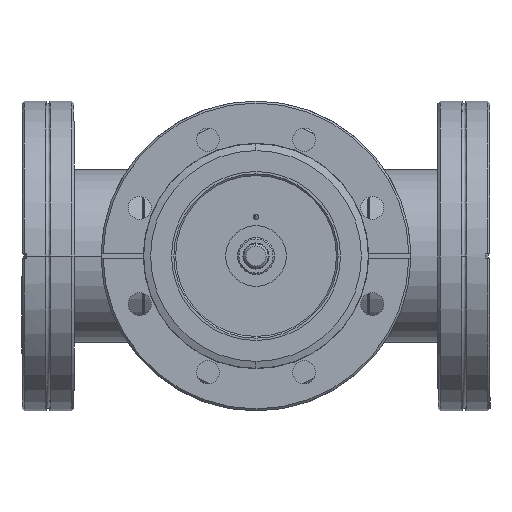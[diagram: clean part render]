
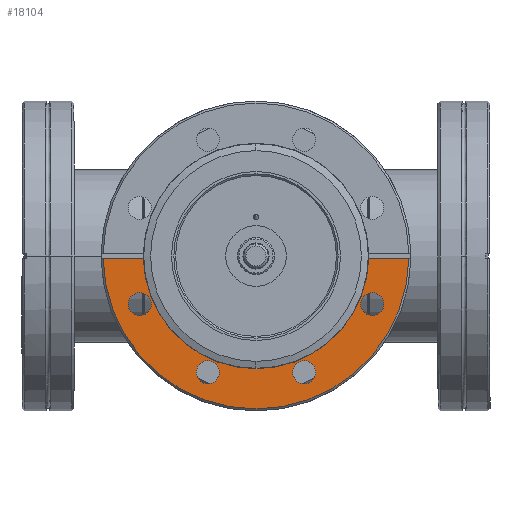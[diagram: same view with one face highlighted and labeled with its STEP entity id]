
A CAD part, front view. The second image highlights one B-rep face of the part: STEP entity #18104.
In plain terms, the highlighted planar face has unit normal (0, -1, 0).
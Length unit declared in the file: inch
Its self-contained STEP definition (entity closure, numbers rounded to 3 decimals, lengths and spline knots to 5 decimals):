
#30 = VERTEX_POINT ( 'NONE', #17863 ) ;
#341 = DIRECTION ( 'NONE',  ( 1., 0., 0. ) ) ;
#356 = AXIS2_PLACEMENT_3D ( 'NONE', #8420, #19015, #9964 ) ;
#390 = DIRECTION ( 'NONE',  ( 0., 1., 0. ) ) ;
#405 = CARTESIAN_POINT ( 'NONE',  ( -1.67592, -1.875, -0.69419 ) ) ;
#445 = PLANE ( 'NONE',  #9580 ) ;
#568 = EDGE_CURVE ( 'NONE', #30, #15254, #4585, .T. ) ;
#595 = AXIS2_PLACEMENT_3D ( 'NONE', #15089, #5971, #16627 ) ;
#829 = CARTESIAN_POINT ( 'NONE',  ( 0.86019, -1.875, -1.67592 ) ) ;
#1977 = DIRECTION ( 'NONE',  ( 1., 0., 0. ) ) ;
#2248 = DIRECTION ( 'NONE',  ( 0., 1., 0. ) ) ;
#2569 = AXIS2_PLACEMENT_3D ( 'NONE', #6267, #6212, #6198 ) ;
#2701 = VERTEX_POINT ( 'NONE', #11720 ) ;
#2720 = CIRCLE ( 'NONE', #17767, 0.166 ) ;
#3227 = EDGE_CURVE ( 'NONE', #3464, #11150, #4408, .T. ) ;
#3464 = VERTEX_POINT ( 'NONE', #13231 ) ;
#3553 = CARTESIAN_POINT ( 'NONE',  ( -0.52819, -1.875, -1.67592 ) ) ;
#3863 = ORIENTED_EDGE ( 'NONE', *, *, #568, .T. ) ;
#3883 = VECTOR ( 'NONE', #7497, 39.37008 ) ;
#4067 = CIRCLE ( 'NONE', #19384, 0.166 ) ;
#4408 = CIRCLE ( 'NONE', #12876, 0.166 ) ;
#4585 = CIRCLE ( 'NONE', #13039, 1.625 ) ;
#4589 = VERTEX_POINT ( 'NONE', #6717 ) ;
#4617 = EDGE_CURVE ( 'NONE', #6789, #4589, #8100, .T. ) ;
#4644 = CARTESIAN_POINT ( 'NONE',  ( 1.50992, -1.875, -0.69419 ) ) ;
#4816 = VECTOR ( 'NONE', #7063, 39.37008 ) ;
#4828 = EDGE_CURVE ( 'NONE', #11150, #3464, #2720, .T. ) ;
#4950 = CARTESIAN_POINT ( 'NONE',  ( 2.235, -1.875, 0. ) ) ;
#5391 = EDGE_CURVE ( 'NONE', #8259, #17040, #8540, .T. ) ;
#5565 = CARTESIAN_POINT ( 'NONE',  ( 2.235, -1.875, -0.03 ) ) ;
#5579 = VERTEX_POINT ( 'NONE', #11105 ) ;
#5971 = DIRECTION ( 'NONE',  ( 0., 1., 0. ) ) ;
#6198 = DIRECTION ( 'NONE',  ( -1., 0., 0. ) ) ;
#6212 = DIRECTION ( 'NONE',  ( 0., -1., 0. ) ) ;
#6267 = CARTESIAN_POINT ( 'NONE',  ( 0., -1.875, 0. ) ) ;
#6717 = CARTESIAN_POINT ( 'NONE',  ( 2.2048, -1.875, -0.03 ) ) ;
#6789 = VERTEX_POINT ( 'NONE', #13363 ) ;
#6790 = FACE_BOUND ( 'NONE', #16846, .T. ) ;
#6870 = DIRECTION ( 'NONE',  ( 1., 0., 0. ) ) ;
#6941 = DIRECTION ( 'NONE',  ( 0., 1., 0. ) ) ;
#6998 = CARTESIAN_POINT ( 'NONE',  ( 1.67592, -1.875, -0.69419 ) ) ;
#7063 = DIRECTION ( 'NONE',  ( -1., 0., 0. ) ) ;
#7303 = EDGE_CURVE ( 'NONE', #17040, #8259, #4067, .T. ) ;
#7497 = DIRECTION ( 'NONE',  ( -1., 0., 0. ) ) ;
#7681 = CARTESIAN_POINT ( 'NONE',  ( -1.50992, -1.875, -0.69419 ) ) ;
#7848 = LINE ( 'NONE', #18127, #3883 ) ;
#8100 = CIRCLE ( 'NONE', #2569, 2.205 ) ;
#8259 = VERTEX_POINT ( 'NONE', #16729 ) ;
#8420 = CARTESIAN_POINT ( 'NONE',  ( -0.69419, -1.875, -1.67592 ) ) ;
#8540 = CIRCLE ( 'NONE', #12902, 0.166 ) ;
#8769 = CIRCLE ( 'NONE', #16550, 0.166 ) ;
#9044 = CARTESIAN_POINT ( 'NONE',  ( 0.69419, -1.875, -1.67592 ) ) ;
#9580 = AXIS2_PLACEMENT_3D ( 'NONE', #4950, #11006, #1977 ) ;
#9676 = ORIENTED_EDGE ( 'NONE', *, *, #5391, .T. ) ;
#9747 = LINE ( 'NONE', #5565, #4816 ) ;
#9874 = FACE_BOUND ( 'NONE', #11271, .T. ) ;
#9964 = DIRECTION ( 'NONE',  ( 1., 0., 0. ) ) ;
#10010 = ORIENTED_EDGE ( 'NONE', *, *, #3227, .T. ) ;
#10159 = ORIENTED_EDGE ( 'NONE', *, *, #17266, .T. ) ;
#10354 = FACE_OUTER_BOUND ( 'NONE', #14745, .T. ) ;
#10529 = ORIENTED_EDGE ( 'NONE', *, *, #4617, .T. ) ;
#10564 = DIRECTION ( 'NONE',  ( 1., 0., 0. ) ) ;
#10619 = ORIENTED_EDGE ( 'NONE', *, *, #12375, .T. ) ;
#10820 = ORIENTED_EDGE ( 'NONE', *, *, #7303, .T. ) ;
#11006 = DIRECTION ( 'NONE',  ( 0., -1., 0. ) ) ;
#11105 = CARTESIAN_POINT ( 'NONE',  ( -0.86019, -1.875, -1.67592 ) ) ;
#11150 = VERTEX_POINT ( 'NONE', #7681 ) ;
#11244 = ORIENTED_EDGE ( 'NONE', *, *, #14102, .T. ) ;
#11257 = CARTESIAN_POINT ( 'NONE',  ( -0.69419, -1.875, -1.67592 ) ) ;
#11271 = EDGE_LOOP ( 'NONE', ( #10159, #14017 ) ) ;
#11410 = VERTEX_POINT ( 'NONE', #829 ) ;
#11684 = EDGE_LOOP ( 'NONE', ( #15532, #10010 ) ) ;
#11720 = CARTESIAN_POINT ( 'NONE',  ( 0.52819, -1.875, -1.67592 ) ) ;
#11971 = EDGE_LOOP ( 'NONE', ( #14354, #14215 ) ) ;
#12375 = EDGE_CURVE ( 'NONE', #15254, #6789, #7848, .T. ) ;
#12546 = CIRCLE ( 'NONE', #12756, 0.166 ) ;
#12629 = EDGE_CURVE ( 'NONE', #5579, #19389, #12546, .T. ) ;
#12756 = AXIS2_PLACEMENT_3D ( 'NONE', #11257, #2248, #12778 ) ;
#12778 = DIRECTION ( 'NONE',  ( 1., 0., 0. ) ) ;
#12876 = AXIS2_PLACEMENT_3D ( 'NONE', #18107, #18087, #18063 ) ;
#12902 = AXIS2_PLACEMENT_3D ( 'NONE', #13075, #13005, #13001 ) ;
#13001 = DIRECTION ( 'NONE',  ( 1., 0., 0. ) ) ;
#13005 = DIRECTION ( 'NONE',  ( 0., 1., 0. ) ) ;
#13039 = AXIS2_PLACEMENT_3D ( 'NONE', #18100, #18029, #18056 ) ;
#13075 = CARTESIAN_POINT ( 'NONE',  ( 1.67592, -1.875, -0.69419 ) ) ;
#13089 = EDGE_CURVE ( 'NONE', #11410, #2701, #8769, .T. ) ;
#13231 = CARTESIAN_POINT ( 'NONE',  ( -1.84192, -1.875, -0.69419 ) ) ;
#13363 = CARTESIAN_POINT ( 'NONE',  ( -2.2048, -1.875, -0.03 ) ) ;
#13921 = FACE_BOUND ( 'NONE', #11971, .T. ) ;
#14017 = ORIENTED_EDGE ( 'NONE', *, *, #12629, .T. ) ;
#14102 = EDGE_CURVE ( 'NONE', #4589, #30, #9747, .T. ) ;
#14215 = ORIENTED_EDGE ( 'NONE', *, *, #15503, .T. ) ;
#14354 = ORIENTED_EDGE ( 'NONE', *, *, #13089, .T. ) ;
#14407 = FACE_BOUND ( 'NONE', #11684, .T. ) ;
#14745 = EDGE_LOOP ( 'NONE', ( #11244, #3863, #10619, #10529 ) ) ;
#15089 = CARTESIAN_POINT ( 'NONE',  ( 0.69419, -1.875, -1.67592 ) ) ;
#15175 = CIRCLE ( 'NONE', #356, 0.166 ) ;
#15254 = VERTEX_POINT ( 'NONE', #19011 ) ;
#15503 = EDGE_CURVE ( 'NONE', #2701, #11410, #18481, .T. ) ;
#15532 = ORIENTED_EDGE ( 'NONE', *, *, #4828, .T. ) ;
#16550 = AXIS2_PLACEMENT_3D ( 'NONE', #9044, #19592, #10564 ) ;
#16627 = DIRECTION ( 'NONE',  ( 1., 0., 0. ) ) ;
#16729 = CARTESIAN_POINT ( 'NONE',  ( 1.84192, -1.875, -0.69419 ) ) ;
#16846 = EDGE_LOOP ( 'NONE', ( #9676, #10820 ) ) ;
#17040 = VERTEX_POINT ( 'NONE', #4644 ) ;
#17266 = EDGE_CURVE ( 'NONE', #19389, #5579, #15175, .T. ) ;
#17767 = AXIS2_PLACEMENT_3D ( 'NONE', #405, #390, #341 ) ;
#17863 = CARTESIAN_POINT ( 'NONE',  ( 1.62472, -1.875, -0.03 ) ) ;
#18029 = DIRECTION ( 'NONE',  ( 0., 1., 0. ) ) ;
#18056 = DIRECTION ( 'NONE',  ( 1., 0., 0. ) ) ;
#18063 = DIRECTION ( 'NONE',  ( 1., 0., 0. ) ) ;
#18087 = DIRECTION ( 'NONE',  ( 0., 1., 0. ) ) ;
#18100 = CARTESIAN_POINT ( 'NONE',  ( 0., -1.875, 0. ) ) ;
#18104 = ADVANCED_FACE ( 'NONE', ( #10354, #14407, #9874, #13921, #6790 ), #445, .T. ) ;
#18107 = CARTESIAN_POINT ( 'NONE',  ( -1.67592, -1.875, -0.69419 ) ) ;
#18127 = CARTESIAN_POINT ( 'NONE',  ( 2.235, -1.875, -0.03 ) ) ;
#18481 = CIRCLE ( 'NONE', #595, 0.166 ) ;
#19011 = CARTESIAN_POINT ( 'NONE',  ( -1.62472, -1.875, -0.03 ) ) ;
#19015 = DIRECTION ( 'NONE',  ( 0., 1., 0. ) ) ;
#19384 = AXIS2_PLACEMENT_3D ( 'NONE', #6998, #6941, #6870 ) ;
#19389 = VERTEX_POINT ( 'NONE', #3553 ) ;
#19592 = DIRECTION ( 'NONE',  ( 0., 1., 0. ) ) ;
